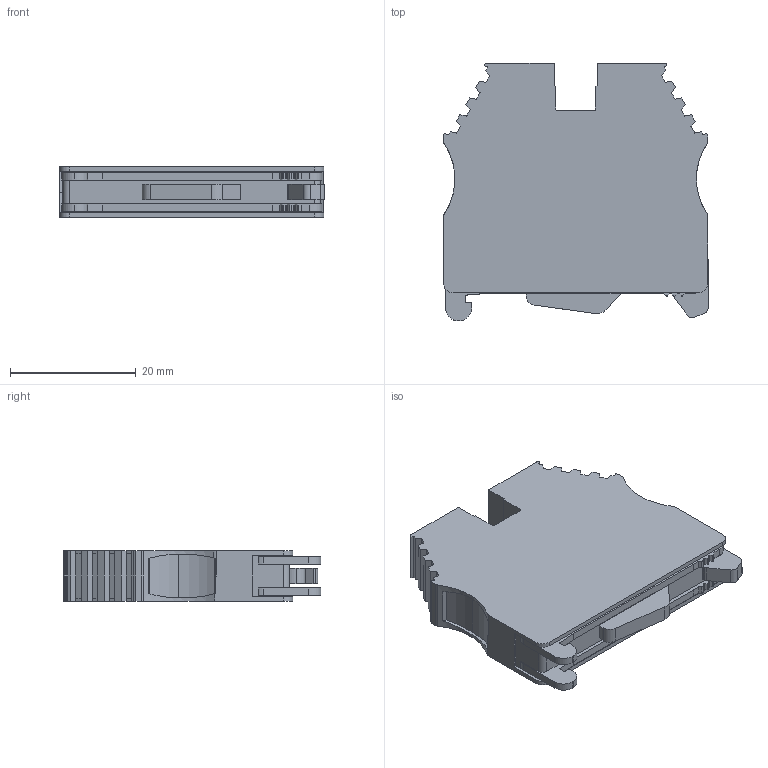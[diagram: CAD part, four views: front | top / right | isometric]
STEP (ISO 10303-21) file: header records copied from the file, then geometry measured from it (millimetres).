
FILE_DESCRIPTION (( 'STEP AP214' ), '1' );
FILE_NAME ('334460_AVK 6TK.STP', '2014-01-16T14:14:18', ( 'arge' ), ( 'Microsoft' ), 'SwSTEP 2.0', 'SolidWorks 2013', '' );
FILE_SCHEMA (( 'AUTOMOTIVE_DESIGN' ));
Length unit declared in the file: millimetre
Products named in the file (1): 334460_AVK 6TK
Bounding box: 42.1 x 40.96 x 8 mm (x, y, z)
Volume: 10744.3 mm3; surface area: 4735.3 mm2
Topology: 1 solids, 1 shells, 306 faces, 873 edges, 575 vertices
Faces by surface type: plane 197, cylinder 109
Entity records: 13452 total; most frequent: CARTESIAN_POINT 1930, ORIENTED_EDGE 1746, DIRECTION 1666, EDGE_CURVE 873, LINE 648, VECTOR 648, VERTEX_POINT 575, AXIS2_PLACEMENT_3D 509
